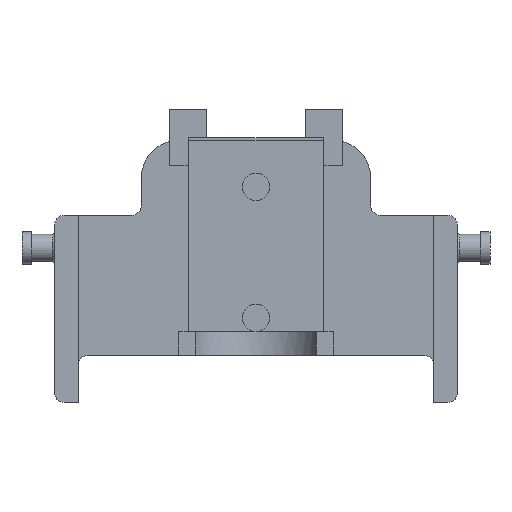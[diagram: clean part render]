
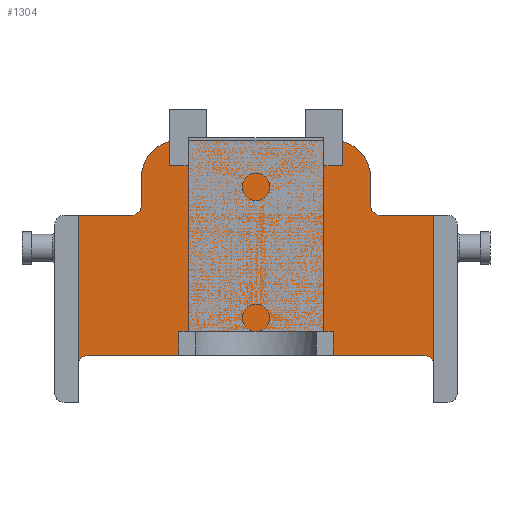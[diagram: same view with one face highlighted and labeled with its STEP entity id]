
A CAD part, top view. The second image highlights one B-rep face of the part: STEP entity #1304.
In plain terms, the highlighted planar face has unit normal (0, 0, 1).
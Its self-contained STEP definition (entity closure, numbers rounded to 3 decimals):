
#71=CIRCLE('',#1366,2.);
#74=CIRCLE('',#1371,2.);
#93=CIRCLE('',#1406,8.);
#102=CIRCLE('',#1418,8.);
#103=CIRCLE('',#1421,2.);
#105=CIRCLE('',#1426,2.);
#179=FACE_OUTER_BOUND('',#264,.T.);
#264=EDGE_LOOP('',(#1172,#1173,#1174,#1175,#1176,#1177,#1178,#1179,#1180,
#1181,#1182,#1183,#1184,#1185));
#340=LINE('',#2004,#471);
#348=LINE('',#2025,#479);
#367=LINE('',#2108,#498);
#377=LINE('',#2142,#508);
#381=LINE('',#2154,#512);
#387=LINE('',#2166,#518);
#393=LINE('',#2183,#524);
#395=LINE('',#2189,#526);
#471=VECTOR('',#1617,10.);
#479=VECTOR('',#1635,10.);
#498=VECTOR('',#1724,10.);
#508=VECTOR('',#1756,10.);
#512=VECTOR('',#1770,10.);
#518=VECTOR('',#1782,10.);
#524=VECTOR('',#1804,10.);
#526=VECTOR('',#1814,10.);
#582=VERTEX_POINT('',#1994);
#583=VERTEX_POINT('',#1995);
#586=VERTEX_POINT('',#2003);
#591=VERTEX_POINT('',#2015);
#592=VERTEX_POINT('',#2016);
#618=VERTEX_POINT('',#2095);
#619=VERTEX_POINT('',#2096);
#623=VERTEX_POINT('',#2106);
#634=VERTEX_POINT('',#2135);
#635=VERTEX_POINT('',#2136);
#636=VERTEX_POINT('',#2141);
#637=VERTEX_POINT('',#2145);
#639=VERTEX_POINT('',#2153);
#641=VERTEX_POINT('',#2159);
#730=EDGE_CURVE('',#582,#583,#71,.T.);
#734=EDGE_CURVE('',#586,#583,#340,.T.);
#740=EDGE_CURVE('',#591,#592,#74,.T.);
#745=EDGE_CURVE('',#582,#592,#348,.T.);
#777=EDGE_CURVE('',#618,#619,#93,.T.);
#783=EDGE_CURVE('',#618,#623,#367,.T.);
#798=EDGE_CURVE('',#634,#635,#102,.T.);
#801=EDGE_CURVE('',#636,#635,#377,.T.);
#803=EDGE_CURVE('',#636,#637,#103,.T.);
#807=EDGE_CURVE('',#639,#637,#381,.T.);
#811=EDGE_CURVE('',#641,#623,#105,.T.);
#814=EDGE_CURVE('',#641,#586,#387,.T.);
#823=EDGE_CURVE('',#591,#639,#393,.T.);
#825=EDGE_CURVE('',#634,#619,#395,.T.);
#1172=ORIENTED_EDGE('',*,*,#777,.F.);
#1173=ORIENTED_EDGE('',*,*,#783,.T.);
#1174=ORIENTED_EDGE('',*,*,#811,.F.);
#1175=ORIENTED_EDGE('',*,*,#814,.T.);
#1176=ORIENTED_EDGE('',*,*,#734,.T.);
#1177=ORIENTED_EDGE('',*,*,#730,.F.);
#1178=ORIENTED_EDGE('',*,*,#745,.T.);
#1179=ORIENTED_EDGE('',*,*,#740,.F.);
#1180=ORIENTED_EDGE('',*,*,#823,.T.);
#1181=ORIENTED_EDGE('',*,*,#807,.T.);
#1182=ORIENTED_EDGE('',*,*,#803,.F.);
#1183=ORIENTED_EDGE('',*,*,#801,.T.);
#1184=ORIENTED_EDGE('',*,*,#798,.F.);
#1185=ORIENTED_EDGE('',*,*,#825,.T.);
#1233=PLANE('',#1440);
#1304=ADVANCED_FACE('',(#179),#1233,.T.);
#1366=AXIS2_PLACEMENT_3D('',#1996,#1609,#1610);
#1371=AXIS2_PLACEMENT_3D('',#2017,#1626,#1627);
#1406=AXIS2_PLACEMENT_3D('',#2097,#1714,#1715);
#1418=AXIS2_PLACEMENT_3D('',#2137,#1750,#1751);
#1421=AXIS2_PLACEMENT_3D('',#2146,#1760,#1761);
#1426=AXIS2_PLACEMENT_3D('',#2161,#1776,#1777);
#1440=AXIS2_PLACEMENT_3D('',#2190,#1815,#1816);
#1609=DIRECTION('center_axis',(0.,0.,1.));
#1610=DIRECTION('ref_axis',(-0.707,0.707,0.));
#1617=DIRECTION('',(0.,-1.,0.));
#1626=DIRECTION('center_axis',(0.,0.,1.));
#1627=DIRECTION('ref_axis',(0.707,0.707,0.));
#1635=DIRECTION('',(1.,0.,0.));
#1714=DIRECTION('center_axis',(0.,0.,-1.));
#1715=DIRECTION('ref_axis',(-0.707,0.707,0.));
#1724=DIRECTION('',(0.,-1.,0.));
#1750=DIRECTION('center_axis',(0.,0.,-1.));
#1751=DIRECTION('ref_axis',(0.707,0.707,0.));
#1756=DIRECTION('',(0.,1.,0.));
#1760=DIRECTION('center_axis',(0.,0.,1.));
#1761=DIRECTION('ref_axis',(-0.707,-0.707,0.));
#1770=DIRECTION('',(-1.,0.,0.));
#1776=DIRECTION('center_axis',(0.,0.,1.));
#1777=DIRECTION('ref_axis',(0.707,-0.707,0.));
#1782=DIRECTION('',(-1.,0.,0.));
#1804=DIRECTION('',(0.,1.,0.));
#1814=DIRECTION('',(-1.,0.,0.));
#1815=DIRECTION('center_axis',(0.,0.,1.));
#1816=DIRECTION('ref_axis',(1.,0.,0.));
#1994=CARTESIAN_POINT('',(-39.317,-16.,5.));
#1995=CARTESIAN_POINT('',(-41.317,-18.,5.));
#1996=CARTESIAN_POINT('Origin',(-39.317,-18.,5.));
#2003=CARTESIAN_POINT('',(-41.317,14.,5.));
#2004=CARTESIAN_POINT('',(-41.317,30.,5.));
#2015=CARTESIAN_POINT('',(34.683,-18.,5.));
#2016=CARTESIAN_POINT('',(32.683,-16.,5.));
#2017=CARTESIAN_POINT('Origin',(32.683,-18.,5.));
#2025=CARTESIAN_POINT('',(39.683,-16.,5.));
#2095=CARTESIAN_POINT('',(-27.817,22.,5.));
#2096=CARTESIAN_POINT('',(-19.817,30.,5.));
#2097=CARTESIAN_POINT('Origin',(-19.817,22.,5.));
#2106=CARTESIAN_POINT('',(-27.817,16.,5.));
#2108=CARTESIAN_POINT('',(-27.817,14.,5.));
#2135=CARTESIAN_POINT('',(13.183,30.,5.));
#2136=CARTESIAN_POINT('',(21.183,22.,5.));
#2137=CARTESIAN_POINT('Origin',(13.183,22.,5.));
#2141=CARTESIAN_POINT('',(21.183,16.,5.));
#2142=CARTESIAN_POINT('',(21.183,14.,5.));
#2145=CARTESIAN_POINT('',(23.183,14.,5.));
#2146=CARTESIAN_POINT('Origin',(23.183,16.,5.));
#2153=CARTESIAN_POINT('',(34.683,14.,5.));
#2154=CARTESIAN_POINT('',(39.683,14.,5.));
#2159=CARTESIAN_POINT('',(-29.817,14.,5.));
#2161=CARTESIAN_POINT('Origin',(-29.817,16.,5.));
#2166=CARTESIAN_POINT('',(-46.317,14.,5.));
#2183=CARTESIAN_POINT('',(34.683,30.,5.));
#2189=CARTESIAN_POINT('',(-46.317,30.,5.));
#2190=CARTESIAN_POINT('Origin',(-3.317,7.,5.));
